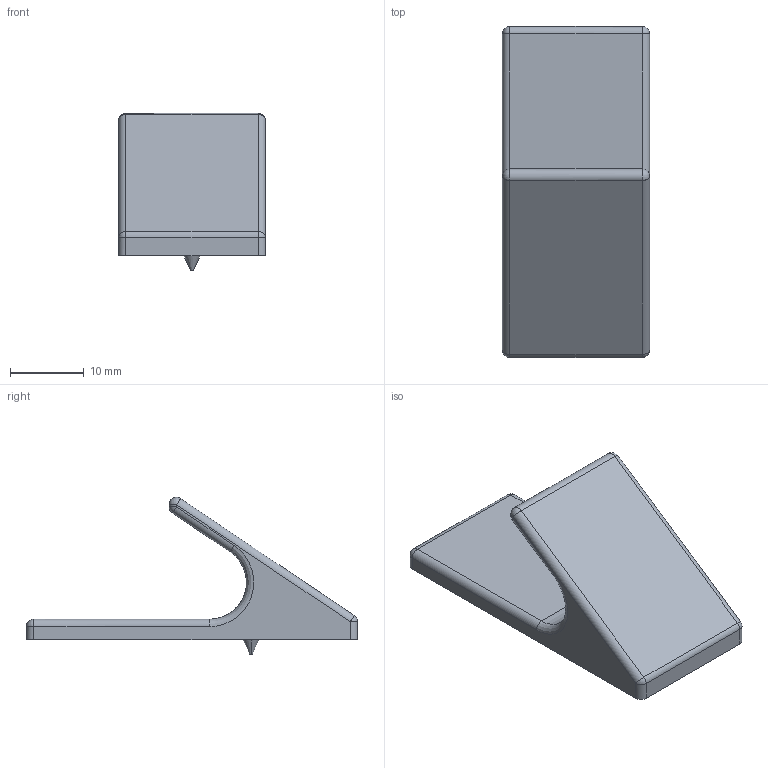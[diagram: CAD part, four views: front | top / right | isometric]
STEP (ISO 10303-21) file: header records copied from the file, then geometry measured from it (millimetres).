
FILE_DESCRIPTION (( 'STEP AP214' ), '1' );
FILE_NAME ('F002482,F002483,F002484,F002485_3D.step', '2022-07-07T08:13:51', ( '' ), ( '' ), 'SwSTEP 2.0', 'SolidWorks 2020', '' );
FILE_SCHEMA (( 'AUTOMOTIVE_DESIGN' ));
Length unit declared in the file: millimetre
Products named in the file (1): F002482,F002483,F002484,F002485_3D
Bounding box: 20 x 45 x 21.39 mm (x, y, z)
Volume: 4707 mm3; surface area: 3082.4 mm2
Topology: 1 solids, 1 shells, 43 faces, 98 edges, 49 vertices
Faces by surface type: cylinder 14, plane 10, sphere 8, bspline 7, cone 4
Entity records: 1738 total; most frequent: CARTESIAN_POINT 856, ORIENTED_EDGE 176, DIRECTION 150, EDGE_CURVE 88, AXIS2_PLACEMENT_3D 53, VERTEX_POINT 49, EDGE_LOOP 45, LINE 44
